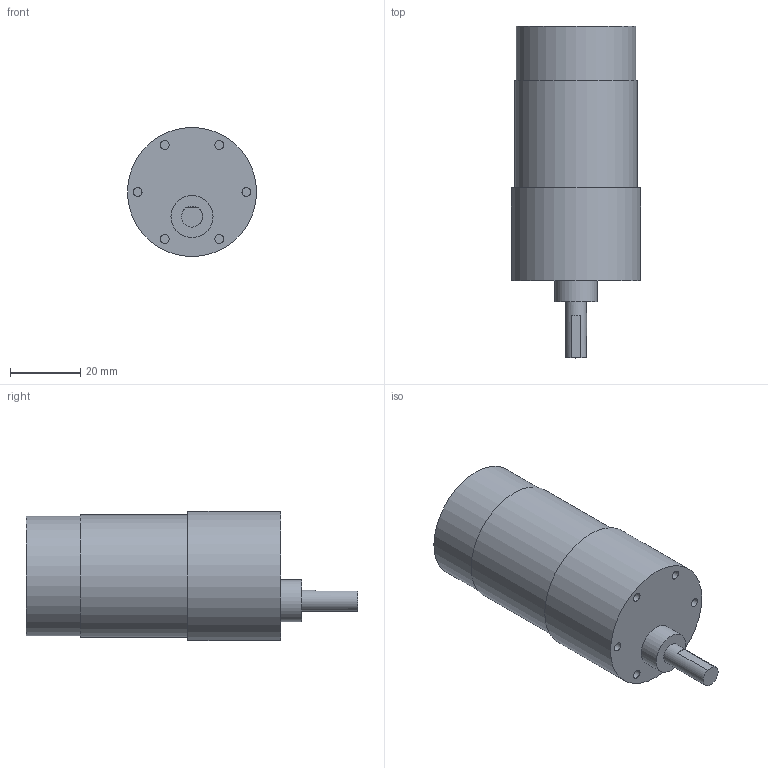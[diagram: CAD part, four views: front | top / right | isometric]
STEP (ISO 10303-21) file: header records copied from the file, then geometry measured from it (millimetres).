
FILE_DESCRIPTION(/* description */ (''),/* implementation_level */ '2;1');
FILE_NAME(/* name */ '37D 131-1 Gearbox Motor v9.step',/* time_stamp */ '2021-01-04T18:44:17+01:00',/* author */ (''),/* organization */ (''),/* preprocessor_version */ 'ST-DEVELOPER v18.1',/* originating_system */ 'Autodesk Translation Framework v9.7.1.1290',/* authorisation */ '');
FILE_SCHEMA (('AUTOMOTIVE_DESIGN { 1 0 10303 214 3 1 1 }'));
Length unit declared in the file: millimetre
Products named in the file (4): 37D 131-1 Gearbox Motor; Motor; Gearbox; Encoder
Assembly tree (3 placements, depth 2):
  37D 131-1 Gearbox Motor
    Motor
    Gearbox
    Encoder
Bounding box: 36.8 x 94.6 x 36.8 mm (x, y, z)
Surface area: 25097.4 mm2
Topology: 5 solids, 5 shells, 33 faces, 45 edges, 30 vertices
Faces by surface type: plane 20, cylinder 13
Full cylindrical faces by diameter (mm): 2.529 x6, 6 x1, 12 x1, 34 x1, 34.8 x3, 36.8 x1
Entity records: 854 total; most frequent: DIRECTION 153, CARTESIAN_POINT 115, ORIENTED_EDGE 90, AXIS2_PLACEMENT_3D 68, EDGE_CURVE 45, EDGE_LOOP 41, FACE_OUTER_BOUND 33, ADVANCED_FACE 33
